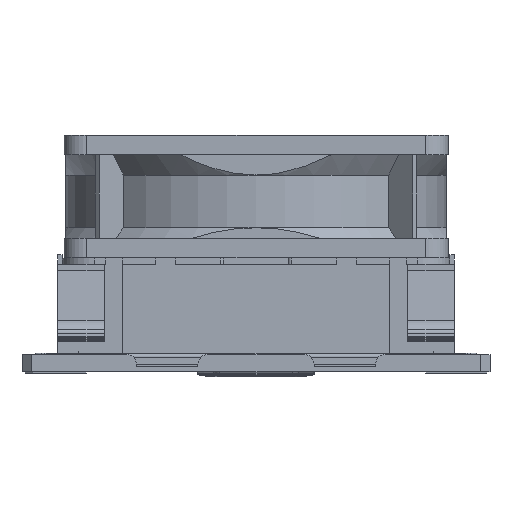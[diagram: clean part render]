
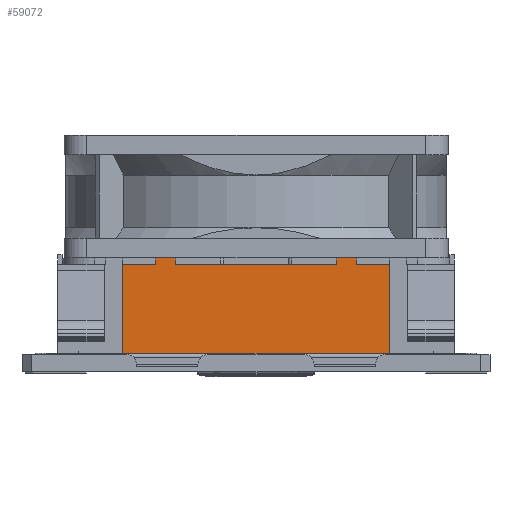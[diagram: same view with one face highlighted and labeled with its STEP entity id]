
A CAD part, front view. The second image highlights one B-rep face of the part: STEP entity #59072.
In plain terms, the highlighted planar face has unit normal (0, -1, 0).
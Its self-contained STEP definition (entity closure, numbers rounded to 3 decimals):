
#3541=PLANE('',#63240);
#6108=FACE_OUTER_BOUND('',#9603,.T.);
#9603=EDGE_LOOP('',(#44389,#44390,#44391,#44392,#44393,#44394,#44395,#44396,
#44397,#44398,#44399,#44400));
#13036=LINE('',#83934,#18839);
#13041=LINE('',#83944,#18844);
#13062=LINE('',#83987,#18865);
#13066=LINE('',#83995,#18869);
#13070=LINE('',#84002,#18873);
#13844=LINE('',#86743,#19647);
#13868=LINE('',#86832,#19671);
#13869=LINE('',#86835,#19672);
#13873=LINE('',#86842,#19676);
#13879=LINE('',#86856,#19682);
#13885=LINE('',#86867,#19688);
#13886=LINE('',#86869,#19689);
#18839=VECTOR('',#67629,10.);
#18844=VECTOR('',#67638,10.);
#18865=VECTOR('',#67673,10.);
#18869=VECTOR('',#67677,10.);
#18873=VECTOR('',#67681,10.);
#19647=VECTOR('',#70523,10.);
#19671=VECTOR('',#70635,10.);
#19672=VECTOR('',#70638,10.);
#19676=VECTOR('',#70646,10.);
#19682=VECTOR('',#70662,10.);
#19688=VECTOR('',#70672,10.);
#19689=VECTOR('',#70675,10.);
#26862=VERTEX_POINT('',#83931);
#26863=VERTEX_POINT('',#83933);
#26864=VERTEX_POINT('',#83940);
#26866=VERTEX_POINT('',#83943);
#26881=VERTEX_POINT('',#83986);
#26884=VERTEX_POINT('',#83992);
#26885=VERTEX_POINT('',#83994);
#26888=VERTEX_POINT('',#84000);
#27842=VERTEX_POINT('',#86830);
#27843=VERTEX_POINT('',#86834);
#27847=VERTEX_POINT('',#86855);
#27850=VERTEX_POINT('',#86865);
#32583=EDGE_CURVE('',#26863,#26862,#13036,.T.);
#32588=EDGE_CURVE('',#26866,#26864,#13041,.T.);
#32611=EDGE_CURVE('',#26863,#26881,#13062,.T.);
#32615=EDGE_CURVE('',#26884,#26885,#13066,.T.);
#32619=EDGE_CURVE('',#26888,#26864,#13070,.T.);
#33995=EDGE_CURVE('',#26862,#26866,#13844,.T.);
#34033=EDGE_CURVE('',#26884,#27842,#13868,.T.);
#34034=EDGE_CURVE('',#26881,#27843,#13869,.T.);
#34038=EDGE_CURVE('',#27843,#27842,#13873,.T.);
#34044=EDGE_CURVE('',#26885,#27847,#13879,.T.);
#34050=EDGE_CURVE('',#26888,#27850,#13885,.T.);
#34051=EDGE_CURVE('',#27847,#27850,#13886,.T.);
#44389=ORIENTED_EDGE('',*,*,#32583,.T.);
#44390=ORIENTED_EDGE('',*,*,#33995,.T.);
#44391=ORIENTED_EDGE('',*,*,#32588,.T.);
#44392=ORIENTED_EDGE('',*,*,#32619,.F.);
#44393=ORIENTED_EDGE('',*,*,#34050,.T.);
#44394=ORIENTED_EDGE('',*,*,#34051,.F.);
#44395=ORIENTED_EDGE('',*,*,#34044,.F.);
#44396=ORIENTED_EDGE('',*,*,#32615,.F.);
#44397=ORIENTED_EDGE('',*,*,#34033,.T.);
#44398=ORIENTED_EDGE('',*,*,#34038,.F.);
#44399=ORIENTED_EDGE('',*,*,#34034,.F.);
#44400=ORIENTED_EDGE('',*,*,#32611,.F.);
#59072=ADVANCED_FACE('',(#6108),#3541,.T.);
#63240=AXIS2_PLACEMENT_3D('',#86988,#70837,#70838);
#67629=DIRECTION('',(0.,0.,-1.));
#67638=DIRECTION('',(0.,0.,1.));
#67673=DIRECTION('',(1.,0.,0.));
#67677=DIRECTION('',(1.,0.,0.));
#67681=DIRECTION('',(1.,0.,0.));
#70523=DIRECTION('',(1.,0.,0.));
#70635=DIRECTION('',(0.,0.,1.));
#70638=DIRECTION('',(0.,0.,1.));
#70646=DIRECTION('',(1.,0.,0.));
#70662=DIRECTION('',(0.,0.,1.));
#70672=DIRECTION('',(0.,0.,1.));
#70675=DIRECTION('',(1.,0.,0.));
#70837=DIRECTION('center_axis',(0.,-1.,0.));
#70838=DIRECTION('ref_axis',(1.,0.,0.));
#83931=CARTESIAN_POINT('',(20.,0.,-27.));
#83933=CARTESIAN_POINT('',(20.,0.,2.));
#83934=CARTESIAN_POINT('',(20.,0.,2.));
#83940=CARTESIAN_POINT('',(103.,0.,2.));
#83943=CARTESIAN_POINT('',(103.,0.,-27.));
#83944=CARTESIAN_POINT('',(103.,0.,-13.5));
#83986=CARTESIAN_POINT('',(30.5,0.,2.));
#83987=CARTESIAN_POINT('',(0.,0.,2.));
#83992=CARTESIAN_POINT('',(36.5,0.,2.));
#83994=CARTESIAN_POINT('',(86.5,0.,2.));
#83995=CARTESIAN_POINT('',(0.,0.,2.));
#84000=CARTESIAN_POINT('',(92.5,0.,2.));
#84002=CARTESIAN_POINT('',(0.,0.,2.));
#86743=CARTESIAN_POINT('',(30.75,0.,-27.));
#86830=CARTESIAN_POINT('',(36.5,0.,4.));
#86832=CARTESIAN_POINT('',(36.5,0.,2.));
#86834=CARTESIAN_POINT('',(30.5,0.,4.));
#86835=CARTESIAN_POINT('',(30.5,0.,2.));
#86842=CARTESIAN_POINT('',(30.5,0.,4.));
#86855=CARTESIAN_POINT('',(86.5,0.,4.));
#86856=CARTESIAN_POINT('',(86.5,0.,2.));
#86865=CARTESIAN_POINT('',(92.5,0.,4.));
#86867=CARTESIAN_POINT('',(92.5,0.,2.));
#86869=CARTESIAN_POINT('',(86.5,0.,4.));
#86988=CARTESIAN_POINT('Origin',(0.,0.,0.));
